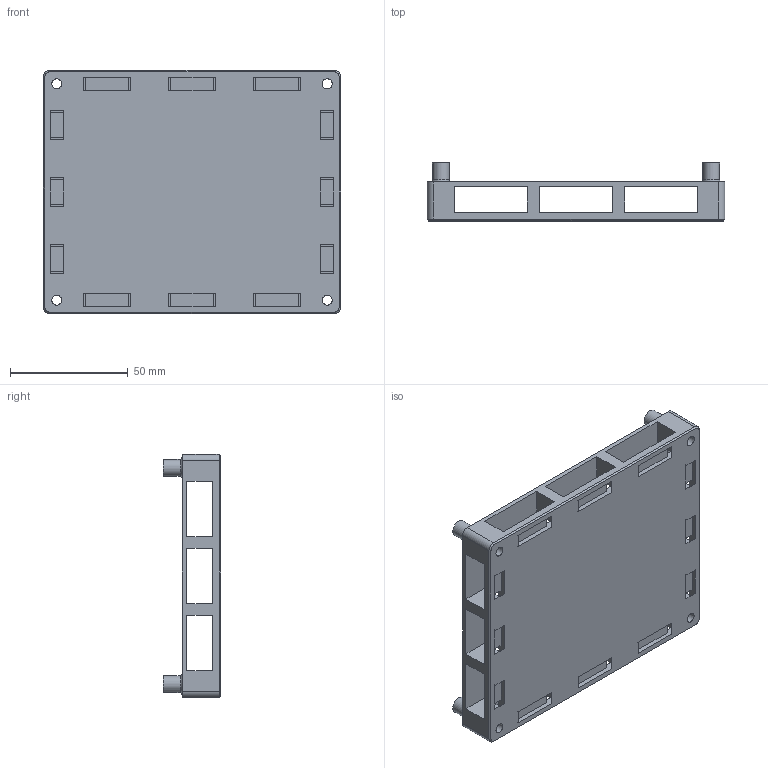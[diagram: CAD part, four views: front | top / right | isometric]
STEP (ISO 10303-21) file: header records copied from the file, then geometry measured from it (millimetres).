
FILE_DESCRIPTION(/* description */ (''),/* implementation_level */ '2;1');
FILE_NAME(/* name */ 'duet standoff.step',/* time_stamp */ '2020-08-20T12:00:18+01:00',/* author */ (''),/* organization */ (''),/* preprocessor_version */ 'ST-DEVELOPER v18.1',/* originating_system */ 'Autodesk Translation Framework v9.3.0.1241',/* authorisation */ '');
FILE_SCHEMA (('AUTOMOTIVE_DESIGN { 1 0 10303 214 3 1 1 }'));
Length unit declared in the file: millimetre
Products named in the file (1): duet standoff
Bounding box: 126.4 x 24.5 x 103.4 mm (x, y, z)
Volume: 67061.6 mm3; surface area: 50130.6 mm2
Topology: 1 solids, 1 shells, 227 faces, 656 edges, 400 vertices
Faces by surface type: plane 207, cylinder 12, torus 4, cone 4
Full cylindrical faces by diameter (mm): 4.2 x3, 4.3 x1, 7.08 x4
Entity records: 7436 total; most frequent: ORIENTED_EDGE 1312, CARTESIAN_POINT 1284, DIRECTION 1153, EDGE_CURVE 656, LINE 615, VECTOR 615, VERTEX_POINT 400, EDGE_LOOP 300
